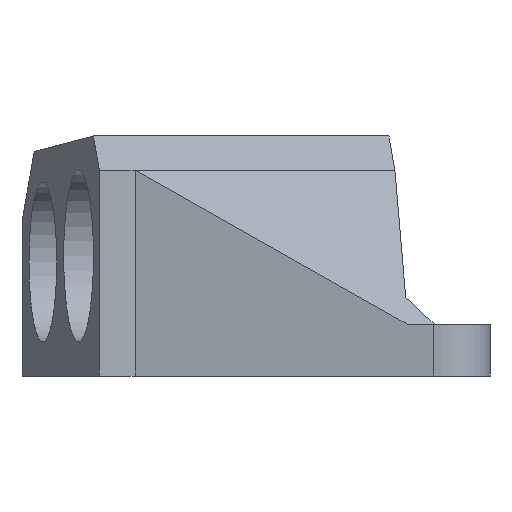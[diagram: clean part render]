
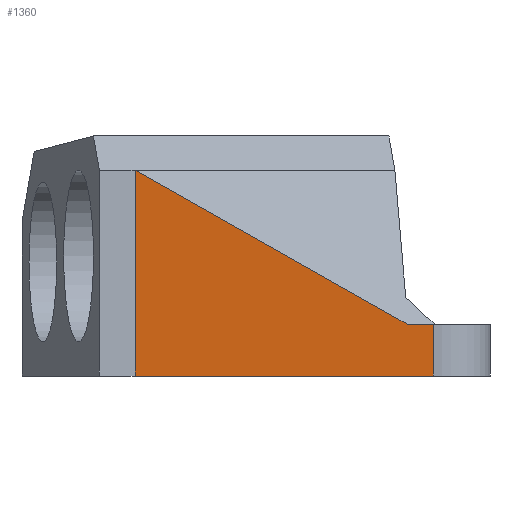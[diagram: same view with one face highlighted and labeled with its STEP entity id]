
A CAD part, left-side view. The second image highlights one B-rep face of the part: STEP entity #1360.
In plain terms, the highlighted planar face has unit normal (-0.995, 0.104, 0).
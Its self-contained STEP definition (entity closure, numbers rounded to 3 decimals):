
#387=FACE_OUTER_BOUND('',#449,.T.);
#449=EDGE_LOOP('',(#1213,#1214,#1215,#1216,#1217));
#540=LINE('',#2028,#667);
#550=LINE('',#2067,#677);
#569=LINE('',#2107,#696);
#571=LINE('',#2110,#698);
#583=LINE('',#2133,#710);
#667=VECTOR('',#1639,10.);
#677=VECTOR('',#1687,10.);
#696=VECTOR('',#1724,10.);
#698=VECTOR('',#1728,10.);
#710=VECTOR('',#1756,10.);
#791=VERTEX_POINT('',#2025);
#792=VERTEX_POINT('',#2027);
#801=VERTEX_POINT('',#2064);
#802=VERTEX_POINT('',#2066);
#814=VERTEX_POINT('',#2106);
#907=EDGE_CURVE('',#791,#792,#540,.T.);
#928=EDGE_CURVE('',#802,#801,#550,.T.);
#948=EDGE_CURVE('',#814,#791,#569,.T.);
#950=EDGE_CURVE('',#802,#814,#571,.T.);
#962=EDGE_CURVE('',#801,#792,#583,.T.);
#1213=ORIENTED_EDGE('',*,*,#928,.T.);
#1214=ORIENTED_EDGE('',*,*,#962,.T.);
#1215=ORIENTED_EDGE('',*,*,#907,.F.);
#1216=ORIENTED_EDGE('',*,*,#948,.F.);
#1217=ORIENTED_EDGE('',*,*,#950,.F.);
#1311=PLANE('',#1461);
#1360=ADVANCED_FACE('',(#387),#1311,.T.);
#1461=AXIS2_PLACEMENT_3D('',#2132,#1754,#1755);
#1639=DIRECTION('',(-0.105,-0.995,0.));
#1687=DIRECTION('',(-0.105,-0.995,0.));
#1724=DIRECTION('',(-0.091,-0.867,-0.49));
#1728=DIRECTION('',(0.,0.,1.));
#1754=DIRECTION('center_axis',(-0.995,0.105,0.));
#1755=DIRECTION('ref_axis',(-0.105,-0.995,0.));
#1756=DIRECTION('',(0.,0.,1.));
#2025=CARTESIAN_POINT('',(-16.164,1.593,1.5));
#2027=CARTESIAN_POINT('',(-16.242,0.857,1.5));
#2028=CARTESIAN_POINT('',(-15.328,9.553,1.5));
#2064=CARTESIAN_POINT('',(-16.242,0.857,0.));
#2066=CARTESIAN_POINT('',(-15.328,9.553,0.));
#2067=CARTESIAN_POINT('',(-15.328,9.553,0.));
#2106=CARTESIAN_POINT('',(-15.328,9.553,6.));
#2107=CARTESIAN_POINT('',(-16.164,1.593,1.5));
#2110=CARTESIAN_POINT('',(-15.328,9.553,0.));
#2132=CARTESIAN_POINT('Origin',(-15.328,9.553,0.));
#2133=CARTESIAN_POINT('',(-16.242,0.857,0.));
